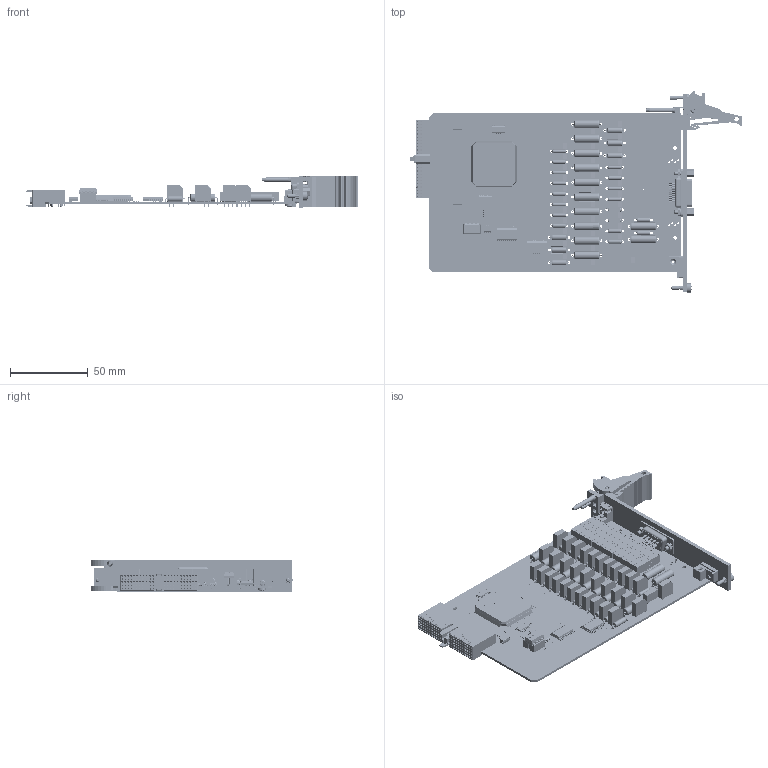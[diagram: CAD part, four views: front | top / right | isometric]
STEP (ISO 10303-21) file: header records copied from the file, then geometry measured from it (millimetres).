
FILE_DESCRIPTION (( 'STEP AP214' ), '1' );
FILE_NAME ('40-290-021-D PXI Dual 16 BIT Resistor Module.STEP', '2013-08-23T08:02:11', ( 'admin' ), ( '' ), 'SwSTEP 2.0', 'SolidWorks 2012', '' );
FILE_SCHEMA (( 'AUTOMOTIVE_DESIGN' ));
Length unit declared in the file: millimetre
Products named in the file (1): 40-290-021-D PXI Dual 16 BIT Resistor Module
Bounding box: 214.02 x 129.67 x 20 mm (x, y, z)
Surface area: 84347.6 mm2 (no closed solid volume)
Topology: 0 solids, 1408 shells, 5262 faces, 34145 edges, 29633 vertices
Faces by surface type: plane 3754, cylinder 1287, torus 132, bspline 54, cone 26, sphere 9
Full cylindrical faces by diameter (mm): 0.17 x9, 0.4 x33, 0.5 x103, 0.6 x144, 1 x75, 1.08 x5, 1.1 x4, 1.245 x23, 1.397 x8, 1.48 x9, 1.496 x2, 1.524 x205, 1.778 x72, 2 x5, 2.05 x3, 2.3 x2, 2.4 x16, 2.497 x1, 2.5 x6, 2.6 x1, 2.7 x1, 2.8 x1, 3 x3, 3.55 x6, 4.7 x1, 5 x15, 5.2 x2, 5.3 x1, 5.9 x1, 6 x1
Entity records: 466440 total; most frequent: CARTESIAN_POINT 173089, DIRECTION 39999, ORIENTED_EDGE 39264, EDGE_CURVE 33081, VERTEX_POINT 29477, LINE 22621, VECTOR 22621, AXIS2_PLACEMENT_3D 8689
